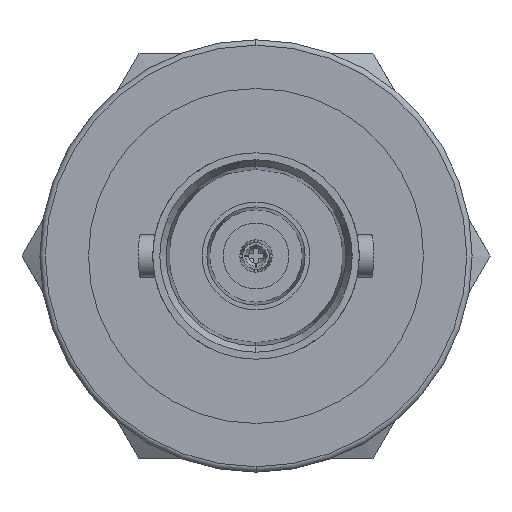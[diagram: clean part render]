
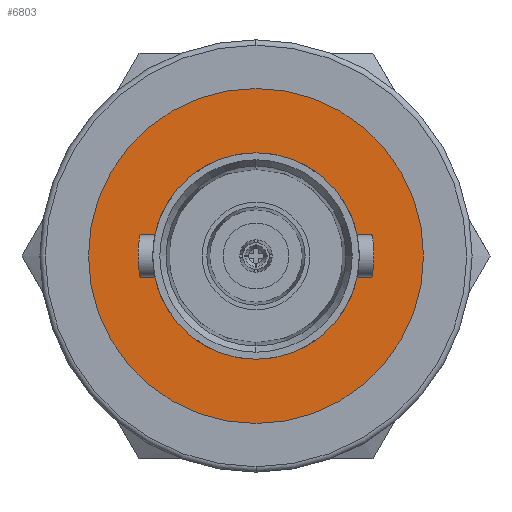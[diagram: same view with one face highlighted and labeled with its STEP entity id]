
A CAD part, left-side view. The second image highlights one B-rep face of the part: STEP entity #6803.
In plain terms, the highlighted planar face has unit normal (-1, 0, 0).
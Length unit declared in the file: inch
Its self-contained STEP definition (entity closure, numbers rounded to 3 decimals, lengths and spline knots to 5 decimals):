
#2 = AXIS2_PLACEMENT_3D ( 'NONE', #16819, #23952, #26071 ) ;
#150 = ORIENTED_EDGE ( 'NONE', *, *, #15886, .F. ) ;
#633 = CIRCLE ( 'NONE', #22914, 0.191 ) ;
#1054 = CARTESIAN_POINT ( 'NONE',  ( -0.923, 0., 0. ) ) ;
#1448 = DIRECTION ( 'NONE',  ( 0., 0., 1. ) ) ;
#1932 = CARTESIAN_POINT ( 'NONE',  ( -0.923, 0., 0. ) ) ;
#2240 = DIRECTION ( 'NONE',  ( 0., 0., 1. ) ) ;
#2683 = CARTESIAN_POINT ( 'NONE',  ( -0.923, 0., 0.191 ) ) ;
#3760 = FACE_BOUND ( 'NONE', #26385, .T. ) ;
#4828 = ORIENTED_EDGE ( 'NONE', *, *, #8187, .T. ) ;
#5877 = CARTESIAN_POINT ( 'NONE',  ( -0.923, 0., 0. ) ) ;
#6184 = FACE_OUTER_BOUND ( 'NONE', #26234, .T. ) ;
#6556 = CARTESIAN_POINT ( 'NONE',  ( -0.923, 0., -0.191 ) ) ;
#6657 = CIRCLE ( 'NONE', #13926, 0.31 ) ;
#6803 = ADVANCED_FACE ( 'NONE', ( #3760, #6184 ), #24564, .T. ) ;
#7393 = CIRCLE ( 'NONE', #11734, 0.31 ) ;
#8030 = DIRECTION ( 'NONE',  ( 0., 0., 1. ) ) ;
#8187 = EDGE_CURVE ( 'NONE', #11126, #29220, #7393, .T. ) ;
#10543 = CARTESIAN_POINT ( 'NONE',  ( -0.923, 0., 0. ) ) ;
#11126 = VERTEX_POINT ( 'NONE', #16697 ) ;
#11180 = DIRECTION ( 'NONE',  ( -1., 0., 0. ) ) ;
#11734 = AXIS2_PLACEMENT_3D ( 'NONE', #5877, #21980, #15134 ) ;
#12358 = VERTEX_POINT ( 'NONE', #2683 ) ;
#13195 = ORIENTED_EDGE ( 'NONE', *, *, #22921, .T. ) ;
#13201 = EDGE_CURVE ( 'NONE', #12358, #14218, #633, .T. ) ;
#13926 = AXIS2_PLACEMENT_3D ( 'NONE', #1932, #11180, #2240 ) ;
#14218 = VERTEX_POINT ( 'NONE', #6556 ) ;
#15134 = DIRECTION ( 'NONE',  ( 0., 0., 1. ) ) ;
#15462 = CIRCLE ( 'NONE', #2, 0.191 ) ;
#15886 = EDGE_CURVE ( 'NONE', #14218, #12358, #15462, .T. ) ;
#16697 = CARTESIAN_POINT ( 'NONE',  ( -0.923, 0., 0.31 ) ) ;
#16819 = CARTESIAN_POINT ( 'NONE',  ( -0.923, 0., 0. ) ) ;
#17215 = ORIENTED_EDGE ( 'NONE', *, *, #13201, .F. ) ;
#21980 = DIRECTION ( 'NONE',  ( -1., 0., 0. ) ) ;
#22384 = DIRECTION ( 'NONE',  ( -1., 0., 0. ) ) ;
#22914 = AXIS2_PLACEMENT_3D ( 'NONE', #10543, #22384, #1448 ) ;
#22921 = EDGE_CURVE ( 'NONE', #29220, #11126, #6657, .T. ) ;
#23835 = CARTESIAN_POINT ( 'NONE',  ( -0.923, 0., -0.31 ) ) ;
#23952 = DIRECTION ( 'NONE',  ( -1., 0., 0. ) ) ;
#24564 = PLANE ( 'NONE',  #27735 ) ;
#26071 = DIRECTION ( 'NONE',  ( 0., 0., 1. ) ) ;
#26234 = EDGE_LOOP ( 'NONE', ( #4828, #13195 ) ) ;
#26385 = EDGE_LOOP ( 'NONE', ( #150, #17215 ) ) ;
#27735 = AXIS2_PLACEMENT_3D ( 'NONE', #1054, #28809, #8030 ) ;
#28809 = DIRECTION ( 'NONE',  ( -1., 0., 0. ) ) ;
#29220 = VERTEX_POINT ( 'NONE', #23835 ) ;
